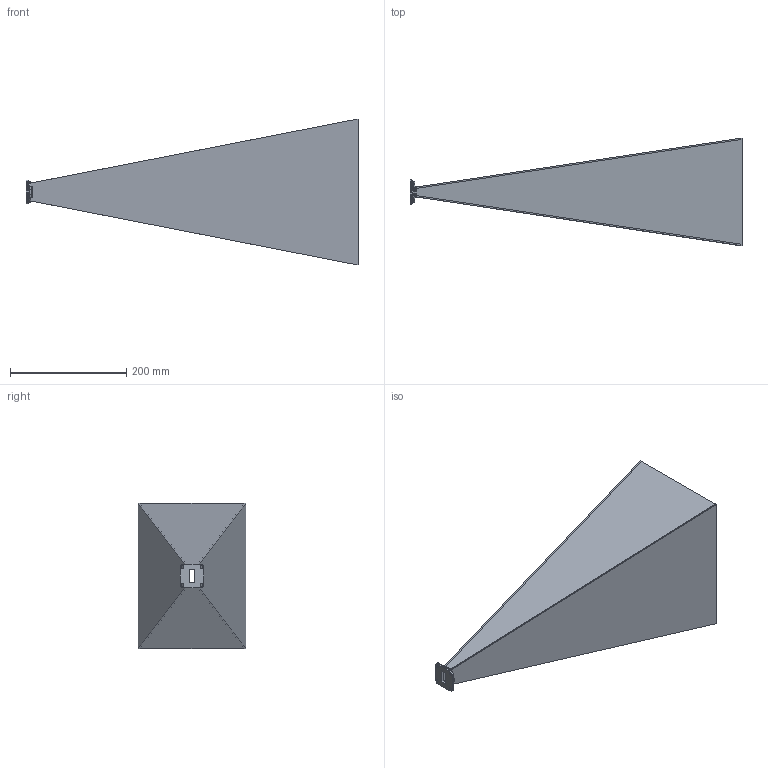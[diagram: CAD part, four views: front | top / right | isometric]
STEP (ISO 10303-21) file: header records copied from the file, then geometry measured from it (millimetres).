
FILE_DESCRIPTION (( 'STEP AP214' ), '1' );
FILE_NAME ('FM9856B-25_3D.step', '2025-05-07T18:25:32', ( '' ), ( '' ), 'SwSTEP 2.0', 'SolidWorks 2022', '' );
FILE_SCHEMA (( 'AUTOMOTIVE_DESIGN' ));
Length unit declared in the file: inch
Products named in the file (1): FM9856B-25_3D
Bounding box: 571.5 x 185.17 x 251.21 mm (x, y, z)
Volume: 648121.6 mm3; surface area: 547502.7 mm2
Topology: 1 solids, 5 shells, 104 faces, 264 edges, 170 vertices
Faces by surface type: plane 68, cylinder 24, torus 6, bspline 6
Entity records: 4365 total; most frequent: CARTESIAN_POINT 969, ORIENTED_EDGE 528, DIRECTION 476, EDGE_CURVE 264, VECTOR 170, LINE 170, VERTEX_POINT 170, AXIS2_PLACEMENT_3D 153
